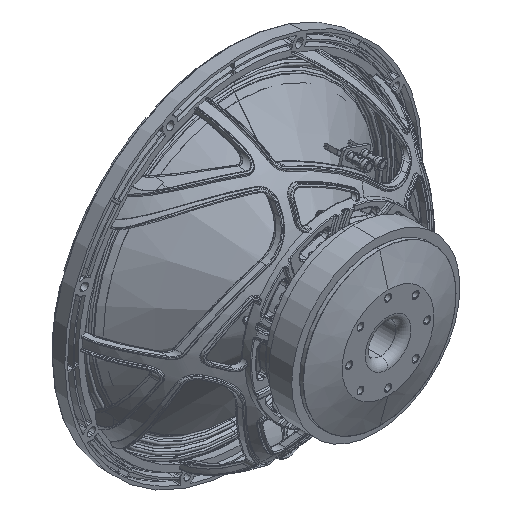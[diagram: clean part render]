
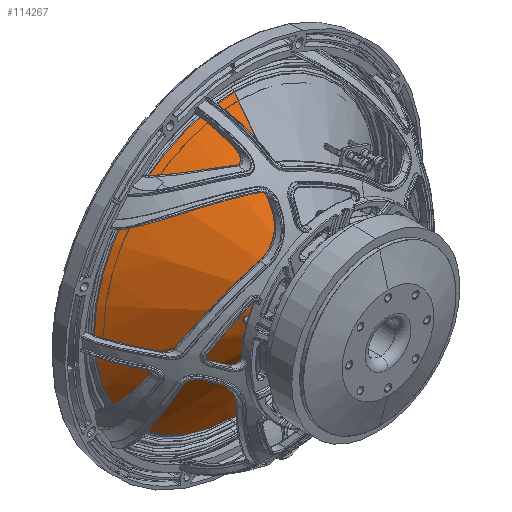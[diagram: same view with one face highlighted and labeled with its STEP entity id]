
A CAD part, isometric view. The second image highlights one B-rep face of the part: STEP entity #114267.
In plain terms, the highlighted conical face has half-angle 52.816 degrees and reference radius 51 mm.
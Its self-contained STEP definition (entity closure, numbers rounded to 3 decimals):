
#2298 = EDGE_LOOP ( 'NONE', ( #110370, #47531, #91980, #173788 ) ) ;
#16640 = VERTEX_POINT ( 'NONE', #42612 ) ;
#19341 = AXIS2_PLACEMENT_3D ( 'NONE', #41695, #89529, #198298 ) ;
#20731 = VERTEX_POINT ( 'NONE', #114495 ) ;
#20994 = LINE ( 'NONE', #102371, #163929 ) ;
#28508 = DIRECTION ( 'NONE',  ( 0., 0., 1. ) ) ;
#38514 = LINE ( 'NONE', #100578, #169921 ) ;
#41695 = CARTESIAN_POINT ( 'NONE',  ( 0., 38.041, 0. ) ) ;
#42612 = CARTESIAN_POINT ( 'NONE',  ( 0., 138.555, 183.5 ) ) ;
#46189 = CIRCLE ( 'NONE', #163077, 183.5 ) ;
#47531 = ORIENTED_EDGE ( 'NONE', *, *, #189620, .F. ) ;
#55504 = DIRECTION ( 'NONE',  ( 0., 0.604, 0.797 ) ) ;
#56138 = CONICAL_SURFACE ( 'NONE', #124397, 51., 0.922 ) ;
#59153 = VERTEX_POINT ( 'NONE', #156003 ) ;
#74795 = DIRECTION ( 'NONE',  ( 0., -1., 0. ) ) ;
#89529 = DIRECTION ( 'NONE',  ( 0., -1., 0. ) ) ;
#91624 = FACE_OUTER_BOUND ( 'NONE', #2298, .T. ) ;
#91980 = ORIENTED_EDGE ( 'NONE', *, *, #183033, .T. ) ;
#100578 = CARTESIAN_POINT ( 'NONE',  ( 0., 38.041, -51. ) ) ;
#102371 = CARTESIAN_POINT ( 'NONE',  ( 0., 38.041, 51. ) ) ;
#108884 = CARTESIAN_POINT ( 'NONE',  ( 0., 38.041, 0. ) ) ;
#110370 = ORIENTED_EDGE ( 'NONE', *, *, #114763, .F. ) ;
#114267 = ADVANCED_FACE ( 'NONE', ( #91624 ), #56138, .T. ) ;
#114495 = CARTESIAN_POINT ( 'NONE',  ( 0., 138.555, -183.5 ) ) ;
#114763 = EDGE_CURVE ( 'NONE', #59153, #20731, #38514, .T. ) ;
#123588 = DIRECTION ( 'NONE',  ( 0., 0., -1. ) ) ;
#124397 = AXIS2_PLACEMENT_3D ( 'NONE', #108884, #183106, #28508 ) ;
#126489 = CIRCLE ( 'NONE', #19341, 51. ) ;
#151549 = CARTESIAN_POINT ( 'NONE',  ( 0., 38.041, 51. ) ) ;
#152143 = CARTESIAN_POINT ( 'NONE',  ( 0., 138.555, 0. ) ) ;
#153401 = VERTEX_POINT ( 'NONE', #151549 ) ;
#156003 = CARTESIAN_POINT ( 'NONE',  ( 0., 38.041, -51. ) ) ;
#163077 = AXIS2_PLACEMENT_3D ( 'NONE', #152143, #74795, #123588 ) ;
#163929 = VECTOR ( 'NONE', #55504, 1000. ) ;
#169921 = VECTOR ( 'NONE', #194094, 1000. ) ;
#172179 = EDGE_CURVE ( 'NONE', #16640, #20731, #46189, .T. ) ;
#173788 = ORIENTED_EDGE ( 'NONE', *, *, #172179, .T. ) ;
#183033 = EDGE_CURVE ( 'NONE', #153401, #16640, #20994, .T. ) ;
#183106 = DIRECTION ( 'NONE',  ( 0., 1., 0. ) ) ;
#189620 = EDGE_CURVE ( 'NONE', #153401, #59153, #126489, .T. ) ;
#194094 = DIRECTION ( 'NONE',  ( 0., 0.604, -0.797 ) ) ;
#198298 = DIRECTION ( 'NONE',  ( 0., 0., -1. ) ) ;
